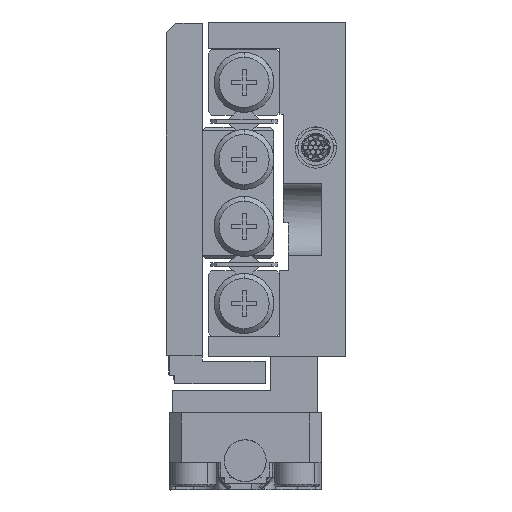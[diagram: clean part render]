
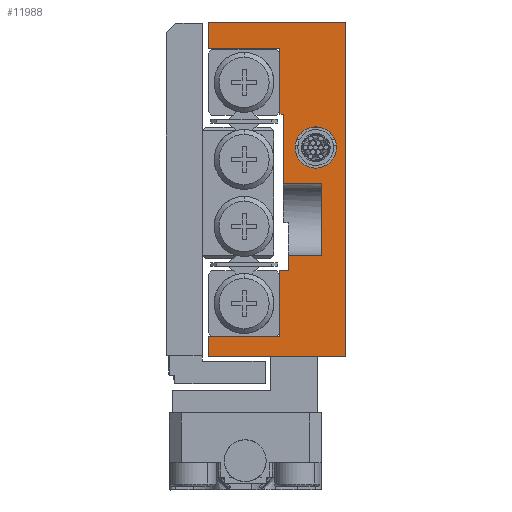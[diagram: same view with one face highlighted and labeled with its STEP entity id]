
A CAD part, left-side view. The second image highlights one B-rep face of the part: STEP entity #11988.
In plain terms, the highlighted planar face has unit normal (-1, 0, 0).
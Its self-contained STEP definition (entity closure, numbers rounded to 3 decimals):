
#510 = CARTESIAN_POINT ( 'NONE',  ( -22.5, 2.5, 3.5 ) ) ;
#2411 = CARTESIAN_POINT ( 'NONE',  ( -22.5, 0., -14. ) ) ;
#2532 = AXIS2_PLACEMENT_3D ( 'NONE', #510, #77486, #32781 ) ;
#2868 = LINE ( 'NONE', #28438, #63484 ) ;
#3500 = CARTESIAN_POINT ( 'NONE',  ( -22.5, 11.5, -14. ) ) ;
#4713 = VERTEX_POINT ( 'NONE', #67997 ) ;
#5310 = CARTESIAN_POINT ( 'NONE',  ( -22.5, 5.5, -14. ) ) ;
#5320 = DIRECTION ( 'NONE',  ( 0., -1., 0. ) ) ;
#5324 = AXIS2_PLACEMENT_3D ( 'NONE', #29932, #47960, #55474 ) ;
#6036 = CARTESIAN_POINT ( 'NONE',  ( -22.5, 5.5, 11.8 ) ) ;
#6492 = CARTESIAN_POINT ( 'NONE',  ( -22.5, -4.5, 0.5 ) ) ;
#8690 = EDGE_CURVE ( 'NONE', #4713, #78933, #70910, .T. ) ;
#9174 = ORIENTED_EDGE ( 'NONE', *, *, #17377, .T. ) ;
#9276 = ORIENTED_EDGE ( 'NONE', *, *, #38954, .T. ) ;
#9573 = DIRECTION ( 'NONE',  ( 0., 0., 1. ) ) ;
#9914 = VECTOR ( 'NONE', #72053, 1000. ) ;
#10350 = ORIENTED_EDGE ( 'NONE', *, *, #32242, .F. ) ;
#11200 = PLANE ( 'NONE',  #21889 ) ;
#11787 = DIRECTION ( 'NONE',  ( 0., -1., 0. ) ) ;
#11988 = ADVANCED_FACE ( 'NONE', ( #82259, #36748 ), #11200, .F. ) ;
#13905 = VERTEX_POINT ( 'NONE', #37276 ) ;
#15254 = LINE ( 'NONE', #3500, #50171 ) ;
#15602 = LINE ( 'NONE', #36114, #21634 ) ;
#15652 = DIRECTION ( 'NONE',  ( 0., 0., -1. ) ) ;
#16911 = VERTEX_POINT ( 'NONE', #56364 ) ;
#17123 = VECTOR ( 'NONE', #5320, 1000. ) ;
#17377 = EDGE_CURVE ( 'NONE', #31290, #66114, #43481, .T. ) ;
#17646 = ORIENTED_EDGE ( 'NONE', *, *, #30446, .F. ) ;
#18753 = CARTESIAN_POINT ( 'NONE',  ( -22.5, 5.2, 6.3 ) ) ;
#18851 = VERTEX_POINT ( 'NONE', #71706 ) ;
#20791 = EDGE_CURVE ( 'NONE', #23144, #13905, #38968, .T. ) ;
#21253 = ORIENTED_EDGE ( 'NONE', *, *, #20791, .F. ) ;
#21341 = EDGE_CURVE ( 'NONE', #13905, #38491, #2868, .T. ) ;
#21471 = EDGE_CURVE ( 'NONE', #78933, #23144, #63549, .T. ) ;
#21587 = DIRECTION ( 'NONE',  ( 0., 0., 1. ) ) ;
#21634 = VECTOR ( 'NONE', #29836, 1000. ) ;
#21795 = VERTEX_POINT ( 'NONE', #28653 ) ;
#21883 = EDGE_CURVE ( 'NONE', #21795, #31290, #15254, .T. ) ;
#21889 = AXIS2_PLACEMENT_3D ( 'NONE', #5310, #75175, #70175 ) ;
#23144 = VERTEX_POINT ( 'NONE', #82000 ) ;
#24283 = DIRECTION ( 'NONE',  ( 0., 0., 1. ) ) ;
#24470 = DIRECTION ( 'NONE',  ( 0., -1., 0. ) ) ;
#24561 = ORIENTED_EDGE ( 'NONE', *, *, #21341, .F. ) ;
#25476 = EDGE_CURVE ( 'NONE', #70488, #36666, #44368, .T. ) ;
#25776 = DIRECTION ( 'NONE',  ( 0., 1., 0. ) ) ;
#27610 = CARTESIAN_POINT ( 'NONE',  ( -22.5, 5.5, 6.3 ) ) ;
#28148 = LINE ( 'NONE', #40756, #9914 ) ;
#28264 = CARTESIAN_POINT ( 'NONE',  ( -22.5, 5.5, -14. ) ) ;
#28438 = CARTESIAN_POINT ( 'NONE',  ( -22.5, 5.5, -14. ) ) ;
#28653 = CARTESIAN_POINT ( 'NONE',  ( -22.5, 11.5, -12.3 ) ) ;
#29836 = DIRECTION ( 'NONE',  ( 0., -1., 0. ) ) ;
#29932 = CARTESIAN_POINT ( 'NONE',  ( -22.5, 2.5, 3.5 ) ) ;
#30446 = EDGE_CURVE ( 'NONE', #81270, #79723, #55861, .T. ) ;
#30654 = CARTESIAN_POINT ( 'NONE',  ( -22.5, 11.5, 14. ) ) ;
#30991 = EDGE_CURVE ( 'NONE', #49724, #70488, #37339, .T. ) ;
#31290 = VERTEX_POINT ( 'NONE', #59866 ) ;
#32242 = EDGE_CURVE ( 'NONE', #60883, #49724, #78011, .T. ) ;
#32781 = DIRECTION ( 'NONE',  ( 0., 0., 1. ) ) ;
#32905 = EDGE_CURVE ( 'NONE', #39174, #18851, #75850, .T. ) ;
#33775 = LINE ( 'NONE', #53037, #56413 ) ;
#34134 = LINE ( 'NONE', #45894, #43813 ) ;
#34545 = DIRECTION ( 'NONE',  ( 0., 0., -1. ) ) ;
#35013 = DIRECTION ( 'NONE',  ( 0., 0., -1. ) ) ;
#36114 = CARTESIAN_POINT ( 'NONE',  ( -22.5, 5.5, 11.8 ) ) ;
#36116 = VECTOR ( 'NONE', #39804, 1000. ) ;
#36666 = VERTEX_POINT ( 'NONE', #46299 ) ;
#36748 = FACE_OUTER_BOUND ( 'NONE', #81551, .T. ) ;
#37192 = DIRECTION ( 'NONE',  ( 0., 0., 1. ) ) ;
#37276 = CARTESIAN_POINT ( 'NONE',  ( -22.5, 5.5, 6.3 ) ) ;
#37339 = LINE ( 'NONE', #80781, #77233 ) ;
#37937 = ORIENTED_EDGE ( 'NONE', *, *, #68196, .F. ) ;
#38491 = VERTEX_POINT ( 'NONE', #6036 ) ;
#38954 = EDGE_CURVE ( 'NONE', #16911, #38491, #15602, .T. ) ;
#38968 = LINE ( 'NONE', #27610, #36116 ) ;
#39174 = VERTEX_POINT ( 'NONE', #30654 ) ;
#39804 = DIRECTION ( 'NONE',  ( 0., 1., 0. ) ) ;
#39812 = EDGE_CURVE ( 'NONE', #76433, #36666, #66973, .T. ) ;
#40327 = CARTESIAN_POINT ( 'NONE',  ( -22.5, 5.2, 0.5 ) ) ;
#40751 = ORIENTED_EDGE ( 'NONE', *, *, #21883, .T. ) ;
#40756 = CARTESIAN_POINT ( 'NONE',  ( -22.5, 5.5, -12.3 ) ) ;
#41547 = EDGE_CURVE ( 'NONE', #66114, #18851, #55173, .T. ) ;
#41986 = ORIENTED_EDGE ( 'NONE', *, *, #66055, .T. ) ;
#42405 = EDGE_LOOP ( 'NONE', ( #37937, #17646 ) ) ;
#42427 = CARTESIAN_POINT ( 'NONE',  ( -22.5, 4.8, -6.8 ) ) ;
#43481 = LINE ( 'NONE', #54045, #17123 ) ;
#43813 = VECTOR ( 'NONE', #34545, 1000. ) ;
#44059 = EDGE_CURVE ( 'NONE', #60883, #21795, #28148, .T. ) ;
#44368 = LINE ( 'NONE', #81511, #67736 ) ;
#45738 = ORIENTED_EDGE ( 'NONE', *, *, #39812, .T. ) ;
#45894 = CARTESIAN_POINT ( 'NONE',  ( -22.5, 11.5, 14. ) ) ;
#46299 = CARTESIAN_POINT ( 'NONE',  ( -22.5, 4.8, -5.5 ) ) ;
#47960 = DIRECTION ( 'NONE',  ( -1., 0., 0. ) ) ;
#49724 = VERTEX_POINT ( 'NONE', #54256 ) ;
#50171 = VECTOR ( 'NONE', #15652, 1000. ) ;
#50802 = CIRCLE ( 'NONE', #5324, 1.727 ) ;
#53037 = CARTESIAN_POINT ( 'NONE',  ( -22.5, 2., -14. ) ) ;
#53760 = VECTOR ( 'NONE', #72816, 1000. ) ;
#53950 = ORIENTED_EDGE ( 'NONE', *, *, #25476, .F. ) ;
#54045 = CARTESIAN_POINT ( 'NONE',  ( -22.5, 5.5, -14. ) ) ;
#54256 = CARTESIAN_POINT ( 'NONE',  ( -22.5, 5.5, -6.8 ) ) ;
#55173 = LINE ( 'NONE', #2411, #56383 ) ;
#55474 = DIRECTION ( 'NONE',  ( 0., 0., 1. ) ) ;
#55861 = CIRCLE ( 'NONE', #2532, 1.727 ) ;
#56364 = CARTESIAN_POINT ( 'NONE',  ( -22.5, 11.5, 11.8 ) ) ;
#56383 = VECTOR ( 'NONE', #66462, 1000. ) ;
#56413 = VECTOR ( 'NONE', #35013, 1000. ) ;
#56831 = ORIENTED_EDGE ( 'NONE', *, *, #30991, .F. ) ;
#57253 = CARTESIAN_POINT ( 'NONE',  ( -22.5, 2., -5.5 ) ) ;
#59260 = CARTESIAN_POINT ( 'NONE',  ( -22.5, 0., -14. ) ) ;
#59866 = CARTESIAN_POINT ( 'NONE',  ( -22.5, 11.5, -14. ) ) ;
#60456 = CARTESIAN_POINT ( 'NONE',  ( -22.5, 2.5, 1.773 ) ) ;
#60649 = ORIENTED_EDGE ( 'NONE', *, *, #21471, .F. ) ;
#60883 = VERTEX_POINT ( 'NONE', #61479 ) ;
#61097 = ORIENTED_EDGE ( 'NONE', *, *, #8690, .F. ) ;
#61479 = CARTESIAN_POINT ( 'NONE',  ( -22.5, 5.5, -12.3 ) ) ;
#63267 = CARTESIAN_POINT ( 'NONE',  ( -22.5, 2.5, 5.227 ) ) ;
#63484 = VECTOR ( 'NONE', #9573, 1000. ) ;
#63549 = LINE ( 'NONE', #18753, #68756 ) ;
#65302 = VECTOR ( 'NONE', #21587, 1000. ) ;
#65303 = ORIENTED_EDGE ( 'NONE', *, *, #44059, .T. ) ;
#66055 = EDGE_CURVE ( 'NONE', #39174, #16911, #34134, .T. ) ;
#66114 = VERTEX_POINT ( 'NONE', #59260 ) ;
#66462 = DIRECTION ( 'NONE',  ( 0., 0., 1. ) ) ;
#66973 = LINE ( 'NONE', #73646, #53760 ) ;
#67736 = VECTOR ( 'NONE', #24283, 1000. ) ;
#67997 = CARTESIAN_POINT ( 'NONE',  ( -22.5, 2., 0.5 ) ) ;
#68196 = EDGE_CURVE ( 'NONE', #79723, #81270, #50802, .T. ) ;
#68252 = ORIENTED_EDGE ( 'NONE', *, *, #76551, .T. ) ;
#68756 = VECTOR ( 'NONE', #37192, 1000. ) ;
#69333 = VECTOR ( 'NONE', #24470, 1000. ) ;
#70175 = DIRECTION ( 'NONE',  ( 0., 0., -1. ) ) ;
#70488 = VERTEX_POINT ( 'NONE', #42427 ) ;
#70910 = LINE ( 'NONE', #6492, #76548 ) ;
#71706 = CARTESIAN_POINT ( 'NONE',  ( -22.5, 0., 14. ) ) ;
#72053 = DIRECTION ( 'NONE',  ( 0., 1., 0. ) ) ;
#72816 = DIRECTION ( 'NONE',  ( 0., 1., 0. ) ) ;
#73646 = CARTESIAN_POINT ( 'NONE',  ( -22.5, -4.5, -5.5 ) ) ;
#75175 = DIRECTION ( 'NONE',  ( 1., 0., 0. ) ) ;
#75258 = ORIENTED_EDGE ( 'NONE', *, *, #41547, .T. ) ;
#75850 = LINE ( 'NONE', #82520, #69333 ) ;
#76433 = VERTEX_POINT ( 'NONE', #57253 ) ;
#76548 = VECTOR ( 'NONE', #25776, 1000. ) ;
#76551 = EDGE_CURVE ( 'NONE', #4713, #76433, #33775, .T. ) ;
#77233 = VECTOR ( 'NONE', #11787, 1000. ) ;
#77486 = DIRECTION ( 'NONE',  ( -1., 0., 0. ) ) ;
#78011 = LINE ( 'NONE', #28264, #65302 ) ;
#78933 = VERTEX_POINT ( 'NONE', #40327 ) ;
#79006 = ORIENTED_EDGE ( 'NONE', *, *, #32905, .F. ) ;
#79723 = VERTEX_POINT ( 'NONE', #63267 ) ;
#80781 = CARTESIAN_POINT ( 'NONE',  ( -22.5, 5.5, -6.8 ) ) ;
#81270 = VERTEX_POINT ( 'NONE', #60456 ) ;
#81511 = CARTESIAN_POINT ( 'NONE',  ( -22.5, 4.8, -6.8 ) ) ;
#81551 = EDGE_LOOP ( 'NONE', ( #61097, #68252, #45738, #53950, #56831, #10350, #65303, #40751, #9174, #75258, #79006, #41986, #9276, #24561, #21253, #60649 ) ) ;
#82000 = CARTESIAN_POINT ( 'NONE',  ( -22.5, 5.2, 6.3 ) ) ;
#82259 = FACE_BOUND ( 'NONE', #42405, .T. ) ;
#82520 = CARTESIAN_POINT ( 'NONE',  ( -22.5, 5.5, 14. ) ) ;
